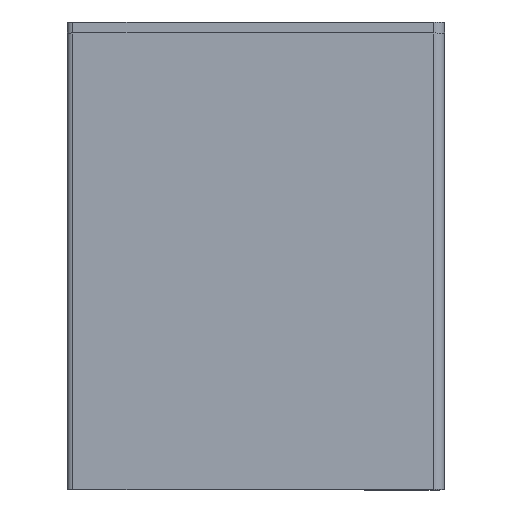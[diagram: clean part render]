
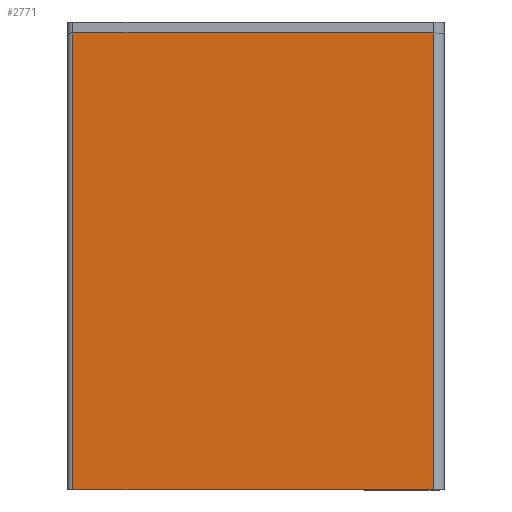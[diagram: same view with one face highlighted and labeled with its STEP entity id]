
A CAD part, top view. The second image highlights one B-rep face of the part: STEP entity #2771.
In plain terms, the highlighted planar face has unit normal (0, 0, 1).
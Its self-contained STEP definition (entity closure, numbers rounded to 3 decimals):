
#7=DIRECTION('',(1.,0.,0.));
#8=VECTOR('',#7,65.586);
#9=CARTESIAN_POINT('',(-67.586,0.,0.));
#10=LINE('',#9,#8);
#102=DIRECTION('',(1.,0.,0.));
#103=VECTOR('',#102,65.586);
#104=CARTESIAN_POINT('',(-67.586,-83.,0.));
#105=LINE('',#104,#103);
#1026=DIRECTION('',(0.,-1.,0.));
#1027=VECTOR('',#1026,83.);
#1028=CARTESIAN_POINT('',(-2.,0.,0.));
#1029=LINE('',#1028,#1027);
#1030=DIRECTION('',(0.,-1.,0.));
#1031=VECTOR('',#1030,83.);
#1032=CARTESIAN_POINT('',(-67.586,0.,0.));
#1033=LINE('',#1032,#1031);
#1162=CARTESIAN_POINT('',(-67.586,-83.,0.));
#1164=VERTEX_POINT('',#1162);
#1168=CARTESIAN_POINT('',(-67.586,0.,0.));
#1169=VERTEX_POINT('',#1168);
#1243=CARTESIAN_POINT('',(-2.,-83.,0.));
#1245=VERTEX_POINT('',#1243);
#1246=CARTESIAN_POINT('',(-2.,0.,0.));
#1247=VERTEX_POINT('',#1246);
#2760=CARTESIAN_POINT('',(-70.,0.,0.));
#2761=DIRECTION('',(0.,0.,1.));
#2762=DIRECTION('',(1.,0.,0.));
#2763=AXIS2_PLACEMENT_3D('',#2760,#2761,#2762);
#2764=PLANE('',#2763);
#2765=ORIENTED_EDGE('',*,*,#1411,.T.);
#2766=ORIENTED_EDGE('',*,*,#1437,.F.);
#2767=ORIENTED_EDGE('',*,*,#2755,.F.);
#2768=ORIENTED_EDGE('',*,*,#1361,.T.);
#2769=EDGE_LOOP('',(#2765,#2766,#2767,#2768));
#2770=FACE_OUTER_BOUND('',#2769,.F.);
#1361=EDGE_CURVE('',#1169,#1247,#10,.T.);
#1411=EDGE_CURVE('',#1247,#1245,#1029,.T.);
#1437=EDGE_CURVE('',#1164,#1245,#105,.T.);
#2755=EDGE_CURVE('',#1169,#1164,#1033,.T.);
#2771=ADVANCED_FACE('',(#2770),#2764,.T.);
